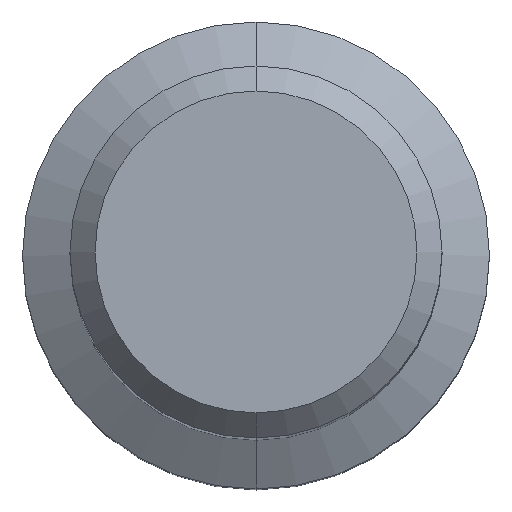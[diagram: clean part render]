
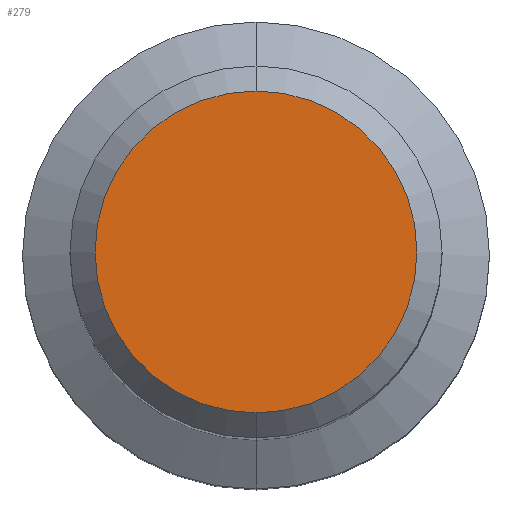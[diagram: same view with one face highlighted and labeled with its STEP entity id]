
A CAD part, top view. The second image highlights one B-rep face of the part: STEP entity #279.
In plain terms, the highlighted planar face has unit normal (0, 0, 1).
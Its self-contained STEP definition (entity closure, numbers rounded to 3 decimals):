
#271=EDGE_CURVE('',#545,#527,#666,.T.);
#279=ADVANCED_FACE('',(#674),#675,.T.);
#331=EDGE_CURVE('',#527,#545,#733,.T.);
#527=VERTEX_POINT('',#947);
#545=VERTEX_POINT('',#967);
#666=CIRCLE('',#1188,7.661);
#674=FACE_OUTER_BOUND('',#1233,.T.);
#675=PLANE('',#1234);
#733=CIRCLE('',#1335,7.661);
#947=CARTESIAN_POINT('',(0.,-7.661,0.));
#967=CARTESIAN_POINT('',(0.0,7.661,0.));
#1188=AXIS2_PLACEMENT_3D('',#1922,#1923,#1924);
#1233=EDGE_LOOP('',(#1926,#1927));
#1234=AXIS2_PLACEMENT_3D('',#1928,#1929,#1930);
#1335=AXIS2_PLACEMENT_3D('',#2005,#2006,#2007);
#1922=CARTESIAN_POINT('',(0.0,0.0,0.));
#1923=DIRECTION('',(0.0,0.0,-1.0));
#1924=DIRECTION('',(0.0,1.0,0.0));
#1926=ORIENTED_EDGE('',*,*,#271,.F.);
#1927=ORIENTED_EDGE('',*,*,#331,.F.);
#1928=CARTESIAN_POINT('',(0.0,3.831,0.));
#1929=DIRECTION('',(-0.0,0.0,1.0));
#1930=DIRECTION('',(0.0,-1.0,0.0));
#2005=CARTESIAN_POINT('',(0.0,0.0,0.));
#2006=DIRECTION('',(0.0,0.0,-1.0));
#2007=DIRECTION('',(0.0,1.0,0.0));
